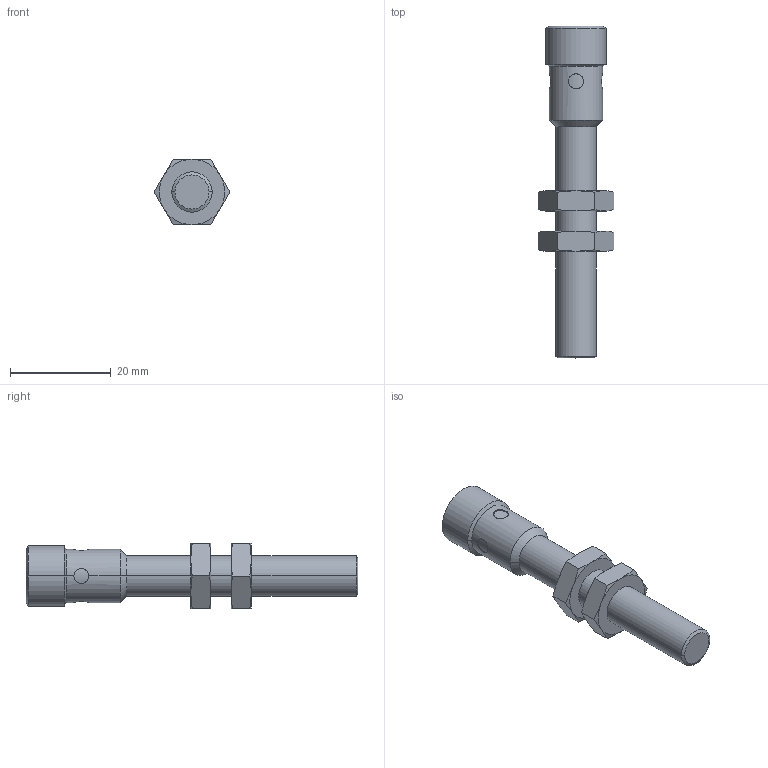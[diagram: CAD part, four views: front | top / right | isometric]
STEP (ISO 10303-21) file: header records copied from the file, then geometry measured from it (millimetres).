
FILE_DESCRIPTION (( 'STEP AP214' ), '1' );
FILE_NAME ('IDWE-M8MP-NMS-A0.STEP', '2025-08-26T13:15:20', ( '' ), ( '' ), 'SwSTEP 2.0', 'SolidWorks 2024', '' );
FILE_SCHEMA (( 'AUTOMOTIVE_DESIGN' ));
Length unit declared in the file: inch
Products named in the file (1): IDWE-M8MP-NMS-A0
Bounding box: 15.01 x 66 x 13 mm (x, y, z)
Volume: 4601.9 mm3; surface area: 3300.3 mm2
Topology: 3 solids, 3 shells, 115 faces, 275 edges, 166 vertices
Faces by surface type: cone 38, plane 35, cylinder 33, sphere 8, torus 1
Full cylindrical faces by diameter (mm): 6.917 x2
Entity records: 4205 total; most frequent: CARTESIAN_POINT 1715, ORIENTED_EDGE 518, DIRECTION 462, EDGE_CURVE 259, AXIS2_PLACEMENT_3D 191, VERTEX_POINT 164, EDGE_LOOP 133, FACE_OUTER_BOUND 117
